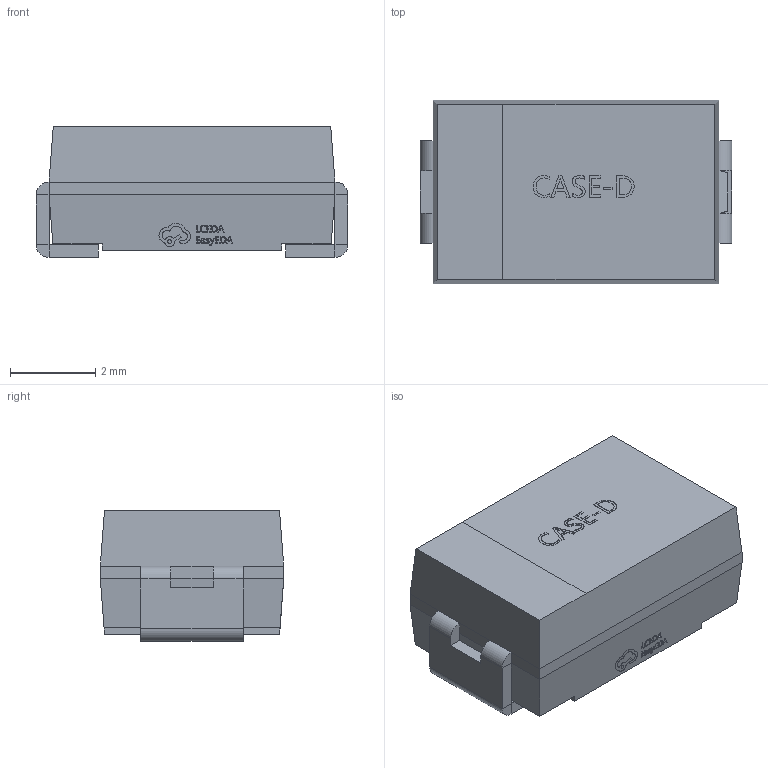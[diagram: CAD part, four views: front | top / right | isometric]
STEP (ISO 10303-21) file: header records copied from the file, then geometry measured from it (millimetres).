
FILE_DESCRIPTION (( 'STEP AP214' ), '1' );
FILE_NAME ('CASE-D_L7.3-W4.3-H2.9.step', '2022-06-24T01:46:08', ( '' ), ( '' ), 'SwSTEP 2.0', 'SolidWorks 2020', '' );
FILE_SCHEMA (( 'AUTOMOTIVE_DESIGN' ));
Length unit declared in the file: millimetre
Products named in the file (1): CASE-D_L7.3-W4.3-H2.9
Bounding box: 7.3 x 4.3 x 3.07 mm (x, y, z)
Volume: 83.1 mm3; surface area: 146.9 mm2
Topology: 2 solids, 2 shells, 422 faces, 1116 edges, 728 vertices
Faces by surface type: plane 278, bspline 138, cylinder 6
Entity records: 17072 total; most frequent: CARTESIAN_POINT 5917, ORIENTED_EDGE 2232, DIRECTION 1418, EDGE_CURVE 1116, VECTOR 824, LINE 824, VERTEX_POINT 728, EDGE_LOOP 456
